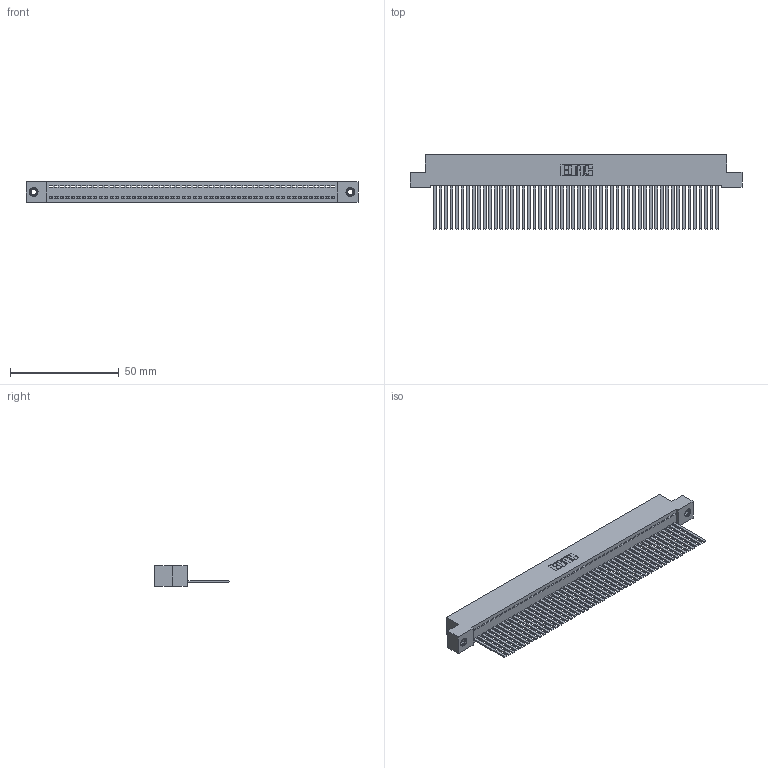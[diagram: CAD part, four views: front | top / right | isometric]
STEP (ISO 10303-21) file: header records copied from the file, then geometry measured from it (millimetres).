
FILE_DESCRIPTION (( 'STEP AP203' ), '1' );
FILE_NAME ('342-052-544-107.STEP', '2018-08-12T22:16:37', ( '' ), ( '' ), 'SwSTEP 2.0', 'SolidWorks 2016', '' );
FILE_SCHEMA (( 'CONFIG_CONTROL_DESIGN' ));
Length unit declared in the file: inch
Products named in the file (4): 342 Part_TI; 345-292-001_345-293-144; 345-250-001_345-250-005-103; 342-052-544-107
Assembly tree (55 placements, depth 2):
  342-052-544-107
    342 Part_TI
    345-292-001_345-293-144  x52
    345-250-001_345-250-005-103  x2
Bounding box: 152.4 x 34.3 x 9.4 mm (x, y, z)
Volume: 13988.8 mm3; surface area: 22474.9 mm2
Topology: 55 solids, 55 shells, 2874 faces, 8651 edges, 5690 vertices
Faces by surface type: plane 2074, cylinder 784, cone 12, torus 4
Entity records: 31366 total; most frequent: CARTESIAN_POINT 5389, ORIENTED_EDGE 5370, DIRECTION 4555, EDGE_CURVE 2685, LINE 2541, VECTOR 2541, VERTEX_POINT 1784, AXIS2_PLACEMENT_3D 1007
